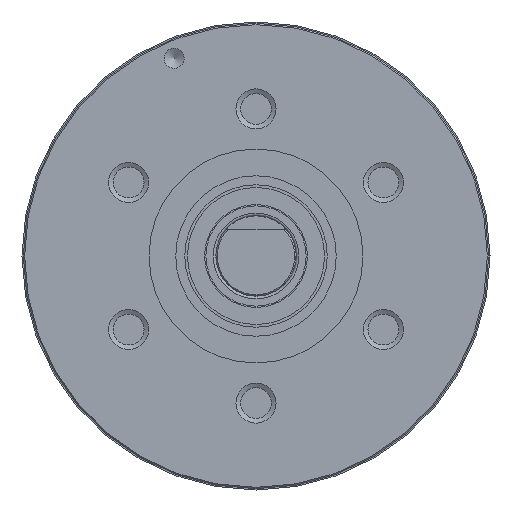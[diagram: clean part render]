
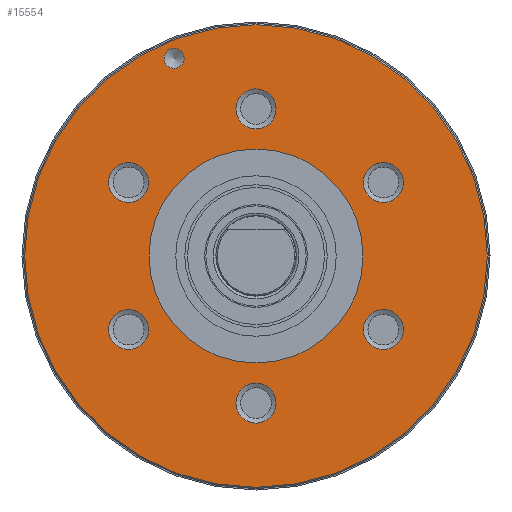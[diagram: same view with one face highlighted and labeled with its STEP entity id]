
A CAD part, left-side view. The second image highlights one B-rep face of the part: STEP entity #15554.
In plain terms, the highlighted planar face has unit normal (-1, 0, 0).
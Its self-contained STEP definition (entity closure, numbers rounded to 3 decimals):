
#807=FACE_BOUND('',#2744,.T.);
#808=FACE_BOUND('',#2745,.T.);
#809=FACE_BOUND('',#2746,.T.);
#810=FACE_BOUND('',#2747,.T.);
#811=FACE_BOUND('',#2748,.T.);
#812=FACE_BOUND('',#2749,.T.);
#813=FACE_BOUND('',#2750,.T.);
#814=FACE_BOUND('',#2751,.T.);
#1033=PLANE('',#16642);
#1713=FACE_OUTER_BOUND('',#2743,.T.);
#2743=EDGE_LOOP('',(#11509));
#2744=EDGE_LOOP('',(#11510));
#2745=EDGE_LOOP('',(#11511));
#2746=EDGE_LOOP('',(#11512));
#2747=EDGE_LOOP('',(#11513));
#2748=EDGE_LOOP('',(#11514));
#2749=EDGE_LOOP('',(#11515));
#2750=EDGE_LOOP('',(#11516));
#2751=EDGE_LOOP('',(#11517));
#6770=CIRCLE('',#16428,8.);
#6774=CIRCLE('',#16434,1.5);
#6791=CIRCLE('',#16467,1.5);
#6808=CIRCLE('',#16500,1.5);
#6825=CIRCLE('',#16533,1.5);
#6842=CIRCLE('',#16566,1.5);
#6859=CIRCLE('',#16599,1.5);
#6874=CIRCLE('',#16629,17.3);
#6877=CIRCLE('',#16634,0.75);
#7422=VERTEX_POINT('',#22671);
#7426=VERTEX_POINT('',#22681);
#7443=VERTEX_POINT('',#22731);
#7460=VERTEX_POINT('',#22781);
#7477=VERTEX_POINT('',#22831);
#7494=VERTEX_POINT('',#22881);
#7511=VERTEX_POINT('',#22931);
#7526=VERTEX_POINT('',#22976);
#7529=VERTEX_POINT('',#22984);
#8969=EDGE_CURVE('',#7422,#7422,#6770,.T.);
#8973=EDGE_CURVE('',#7426,#7426,#6774,.T.);
#8990=EDGE_CURVE('',#7443,#7443,#6791,.T.);
#9007=EDGE_CURVE('',#7460,#7460,#6808,.T.);
#9024=EDGE_CURVE('',#7477,#7477,#6825,.T.);
#9041=EDGE_CURVE('',#7494,#7494,#6842,.T.);
#9058=EDGE_CURVE('',#7511,#7511,#6859,.T.);
#9073=EDGE_CURVE('',#7526,#7526,#6874,.T.);
#9076=EDGE_CURVE('',#7529,#7529,#6877,.T.);
#11509=ORIENTED_EDGE('',*,*,#9073,.T.);
#11510=ORIENTED_EDGE('',*,*,#9058,.T.);
#11511=ORIENTED_EDGE('',*,*,#9041,.T.);
#11512=ORIENTED_EDGE('',*,*,#9024,.T.);
#11513=ORIENTED_EDGE('',*,*,#9007,.T.);
#11514=ORIENTED_EDGE('',*,*,#8990,.T.);
#11515=ORIENTED_EDGE('',*,*,#8973,.T.);
#11516=ORIENTED_EDGE('',*,*,#8969,.T.);
#11517=ORIENTED_EDGE('',*,*,#9076,.T.);
#15554=ADVANCED_FACE('',(#1713,#807,#808,#809,#810,#811,#812,#813,#814),
#1033,.T.);
#16428=AXIS2_PLACEMENT_3D('',#22672,#18179,#18180);
#16434=AXIS2_PLACEMENT_3D('',#22682,#18191,#18192);
#16467=AXIS2_PLACEMENT_3D('',#22732,#18257,#18258);
#16500=AXIS2_PLACEMENT_3D('',#22782,#18323,#18324);
#16533=AXIS2_PLACEMENT_3D('',#22832,#18389,#18390);
#16566=AXIS2_PLACEMENT_3D('',#22882,#18455,#18456);
#16599=AXIS2_PLACEMENT_3D('',#22932,#18521,#18522);
#16629=AXIS2_PLACEMENT_3D('',#22977,#18581,#18582);
#16634=AXIS2_PLACEMENT_3D('',#22985,#18591,#18592);
#16642=AXIS2_PLACEMENT_3D('',#22993,#18607,#18608);
#18179=DIRECTION('center_axis',(1.,0.,0.));
#18180=DIRECTION('ref_axis',(0.,0.,1.));
#18191=DIRECTION('center_axis',(1.,0.,0.));
#18192=DIRECTION('ref_axis',(0.,0.866,0.5));
#18257=DIRECTION('center_axis',(1.,0.,0.));
#18258=DIRECTION('ref_axis',(0.,0.866,0.5));
#18323=DIRECTION('center_axis',(1.,0.,0.));
#18324=DIRECTION('ref_axis',(0.,0.866,0.5));
#18389=DIRECTION('center_axis',(1.,0.,0.));
#18390=DIRECTION('ref_axis',(0.,0.866,0.5));
#18455=DIRECTION('center_axis',(1.,0.,0.));
#18456=DIRECTION('ref_axis',(0.,0.866,0.5));
#18521=DIRECTION('center_axis',(1.,0.,0.));
#18522=DIRECTION('ref_axis',(0.,0.866,0.5));
#18581=DIRECTION('center_axis',(-1.,0.,0.));
#18582=DIRECTION('ref_axis',(0.,0.,1.));
#18591=DIRECTION('center_axis',(1.,0.,0.));
#18592=DIRECTION('ref_axis',(0.,-0.383,-0.924));
#18607=DIRECTION('center_axis',(-1.,0.,0.));
#18608=DIRECTION('ref_axis',(0.,0.,-1.));
#22671=CARTESIAN_POINT('',(0.,0.,-8.));
#22672=CARTESIAN_POINT('Origin',(0.,0.,0.));
#22681=CARTESIAN_POINT('',(0.,8.227,4.75));
#22682=CARTESIAN_POINT('Origin',(0.,9.526,
5.5));
#22731=CARTESIAN_POINT('',(0.,-1.299,10.25));
#22732=CARTESIAN_POINT('Origin',(0.,0.,11.));
#22781=CARTESIAN_POINT('',(0.,-10.825,4.75));
#22782=CARTESIAN_POINT('Origin',(0.,-9.526,
5.5));
#22831=CARTESIAN_POINT('',(0.,-10.825,-6.25));
#22832=CARTESIAN_POINT('Origin',(0.,-9.526,
-5.5));
#22881=CARTESIAN_POINT('',(0.,-1.299,-11.75));
#22882=CARTESIAN_POINT('Origin',(0.,0.,-11.));
#22931=CARTESIAN_POINT('',(0.,8.227,-6.25));
#22932=CARTESIAN_POINT('Origin',(0.,9.526,
-5.5));
#22976=CARTESIAN_POINT('',(0.,0.,-17.3));
#22977=CARTESIAN_POINT('Origin',(0.,0.,0.));
#22984=CARTESIAN_POINT('',(0.,6.41,15.475));
#22985=CARTESIAN_POINT('Origin',(0.,6.123,
14.782));
#22993=CARTESIAN_POINT('Origin',(0.,0.,12.7));
